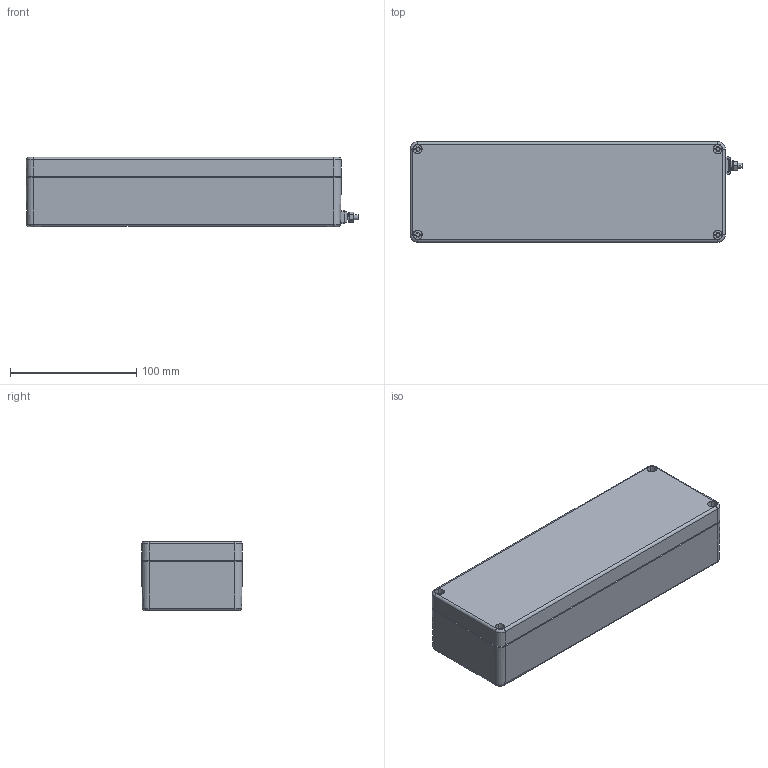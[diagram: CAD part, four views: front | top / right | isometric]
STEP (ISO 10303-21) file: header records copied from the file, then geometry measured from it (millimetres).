
FILE_DESCRIPTION(('CATIA V5R24 STEP','CAx-IF Rec.Pracs.--- Model Styling and Organization---1.2---2011-12-15'),'2;1');
FILE_NAME ('D1451049_0', '2018-04-20T09:27:37+00:00', ('Weidmueller Interface'), ('Weidmueller'), 'CATIA Version 5-6 Release 2014 SP4 HF52', 'CATIA V5 STEP AP214', 'none');
FILE_SCHEMA(('AUTOMOTIVE_DESIGN { 1 0 10303 214 1 1 1 1 }'));
Length unit declared in the file: millimetre
Products named in the file (1): K32 EX
Bounding box: 263.24 x 80 x 55 mm (x, y, z)
Volume: 272222.3 mm3; surface area: 164548.1 mm2
Topology: 12 solids, 12 shells, 760 faces, 1850 edges, 1164 vertices
Faces by surface type: plane 267, cylinder 255, cone 118, torus 90, bspline 26, sphere 4
Entity records: 22425 total; most frequent: CARTESIAN_POINT 5560, ORIENTED_EDGE 3688, DIRECTION 2883, EDGE_CURVE 1844, AXIS2_PLACEMENT_3D 1428, VERTEX_POINT 1166, VECTOR 871, LINE 871
